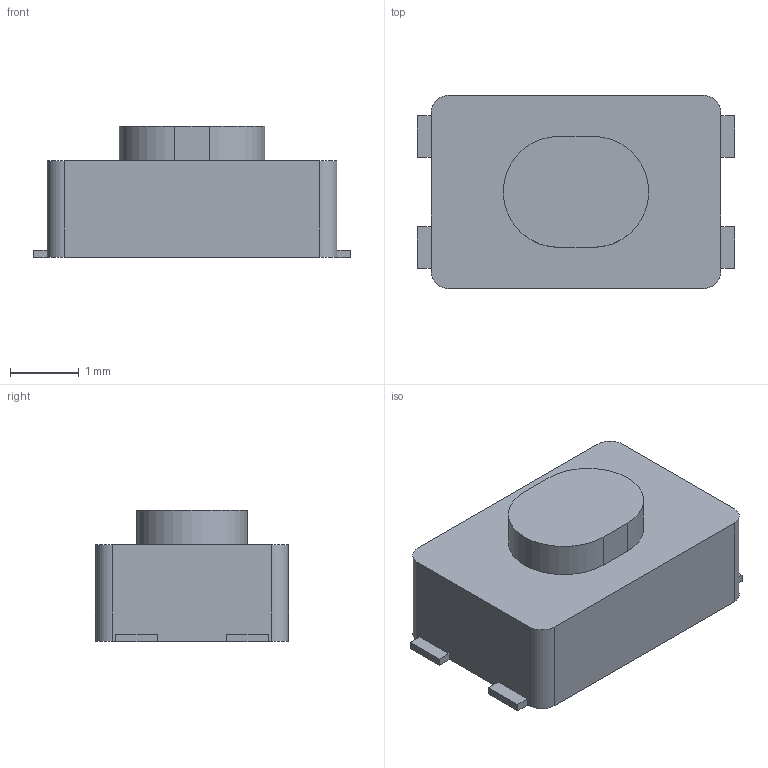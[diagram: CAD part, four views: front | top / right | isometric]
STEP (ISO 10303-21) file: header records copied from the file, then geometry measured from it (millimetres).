
FILE_DESCRIPTION(/* description */ (''),/* implementation_level */ '2;1');
FILE_NAME(/* name */ 'KMR621NGLFS.step',/* time_stamp */ '2019-09-02T21:39:59+02:00',/* author */ (''),/* organization */ (''),/* preprocessor_version */ 'ST-DEVELOPER v18',/* originating_system */ 'Autodesk Translation Framework v8.6.0.1094',/* authorisation */ '');
FILE_SCHEMA (('AUTOMOTIVE_DESIGN { 1 0 10303 214 3 1 1 }'));
Length unit declared in the file: millimetre
Products named in the file (1): KMR621NGLFS
Bounding box: 4.6 x 2.8 x 1.91 mm (x, y, z)
Volume: 17.9 mm3; surface area: 46.6 mm2
Topology: 1 solids, 1 shells, 39 faces, 100 edges, 64 vertices
Faces by surface type: plane 33, cylinder 6
Entity records: 1243 total; most frequent: CARTESIAN_POINT 204, ORIENTED_EDGE 200, DIRECTION 192, EDGE_CURVE 100, LINE 88, VECTOR 88, VERTEX_POINT 64, AXIS2_PLACEMENT_3D 52
